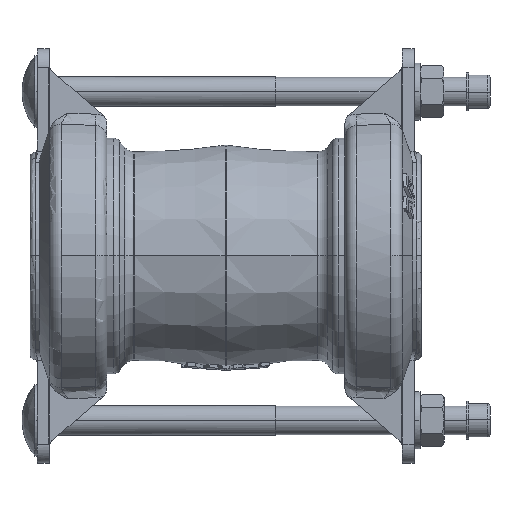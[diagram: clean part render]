
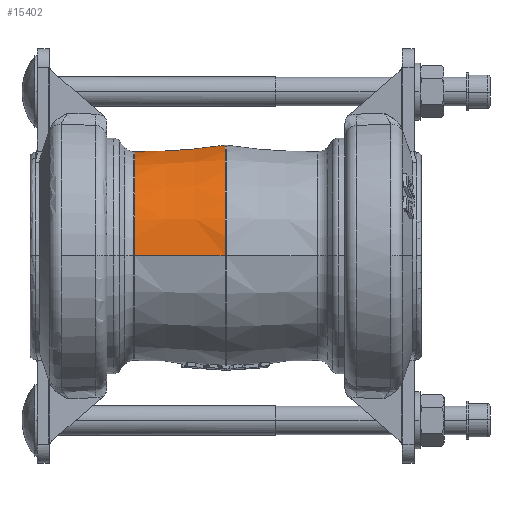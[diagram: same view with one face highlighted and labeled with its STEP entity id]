
A CAD part, top view. The second image highlights one B-rep face of the part: STEP entity #15402.
In plain terms, the highlighted conical face has half-angle 4 degrees and reference radius 43.843 mm.
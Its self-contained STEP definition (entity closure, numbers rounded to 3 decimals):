
#324 = CARTESIAN_POINT ( 'NONE',  ( -0.349, 0., 0. ) ) ;
#325 = DIRECTION ( 'NONE',  ( 1., 0., 0. ) ) ;
#326 = DIRECTION ( 'NONE',  ( 0., 0., -1. ) ) ;
#3864 = CARTESIAN_POINT ( 'NONE',  ( -0.349, 0., 46.499 ) ) ;
#3936 = CARTESIAN_POINT ( 'NONE',  ( -38.325, 0., -43.843 ) ) ;
#3938 = CARTESIAN_POINT ( 'NONE',  ( -0.349, 0., -46.499 ) ) ;
#3968 = CARTESIAN_POINT ( 'NONE',  ( -38.325, 0., 43.843 ) ) ;
#8040 = CIRCLE ( 'NONE', #25867, 43.843 ) ;
#8061 = LINE ( 'NONE', #8412, #8066 ) ;
#8066 = VECTOR ( 'NONE', #8413, 1000. ) ;
#8120 = LINE ( 'NONE', #8590, #8121 ) ;
#8121 = VECTOR ( 'NONE', #8591, 1000. ) ;
#8356 = CARTESIAN_POINT ( 'NONE',  ( -38.325, 0., 0. ) ) ;
#8357 = DIRECTION ( 'NONE',  ( 1., 0., 0. ) ) ;
#8358 = DIRECTION ( 'NONE',  ( 0., 0., -1. ) ) ;
#8412 = CARTESIAN_POINT ( 'NONE',  ( -38.325, 0., 43.843 ) ) ;
#8413 = DIRECTION ( 'NONE',  ( 0.998, 0., 0.07 ) ) ;
#8590 = CARTESIAN_POINT ( 'NONE',  ( -38.325, 0., -43.843 ) ) ;
#8591 = DIRECTION ( 'NONE',  ( 0.998, 0., -0.07 ) ) ;
#15402 = ADVANCED_FACE ( 'NONE', ( #22458 ), #22469, .T. ) ;
#15560 = EDGE_CURVE ( 'NONE', #17768, #17760, #22728, .T. ) ;
#17116 = ORIENTED_EDGE ( 'NONE', *, *, #23688, .F. ) ;
#17135 = ORIENTED_EDGE ( 'NONE', *, *, #15560, .F. ) ;
#17165 = ORIENTED_EDGE ( 'NONE', *, *, #23580, .T. ) ;
#17171 = ORIENTED_EDGE ( 'NONE', *, *, #23538, .T. ) ;
#17760 = VERTEX_POINT ( 'NONE', #3864 ) ;
#17767 = VERTEX_POINT ( 'NONE', #3936 ) ;
#17768 = VERTEX_POINT ( 'NONE', #3938 ) ;
#17784 = VERTEX_POINT ( 'NONE', #3968 ) ;
#17890 = EDGE_LOOP ( 'NONE', ( #17171, #17165, #17135, #17116 ) ) ;
#22458 = FACE_OUTER_BOUND ( 'NONE', #17890, .T. ) ;
#22469 = CONICAL_SURFACE ( 'NONE', #25485, 43.843, 0.07 ) ;
#22728 = CIRCLE ( 'NONE', #25638, 46.499 ) ;
#23538 = EDGE_CURVE ( 'NONE', #17767, #17784, #8040, .T. ) ;
#23580 = EDGE_CURVE ( 'NONE', #17784, #17760, #8061, .T. ) ;
#23688 = EDGE_CURVE ( 'NONE', #17767, #17768, #8120, .T. ) ;
#25485 = AXIS2_PLACEMENT_3D ( 'NONE', #26074, #26072, #26070 ) ;
#25638 = AXIS2_PLACEMENT_3D ( 'NONE', #324, #325, #326 ) ;
#25867 = AXIS2_PLACEMENT_3D ( 'NONE', #8356, #8357, #8358 ) ;
#26070 = DIRECTION ( 'NONE',  ( 0., 0., -1. ) ) ;
#26072 = DIRECTION ( 'NONE',  ( 1., 0., 0. ) ) ;
#26074 = CARTESIAN_POINT ( 'NONE',  ( -38.325, 0., 0. ) ) ;
